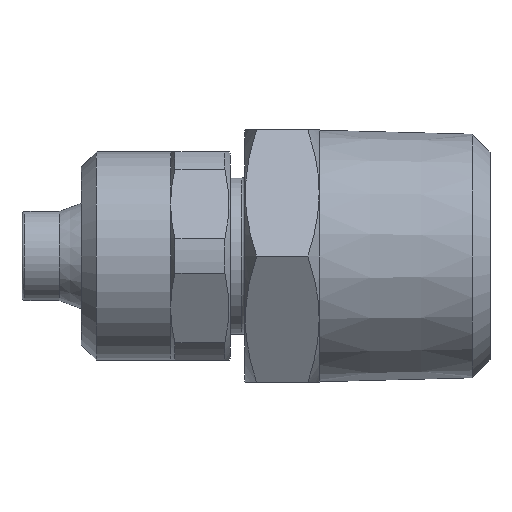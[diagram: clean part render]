
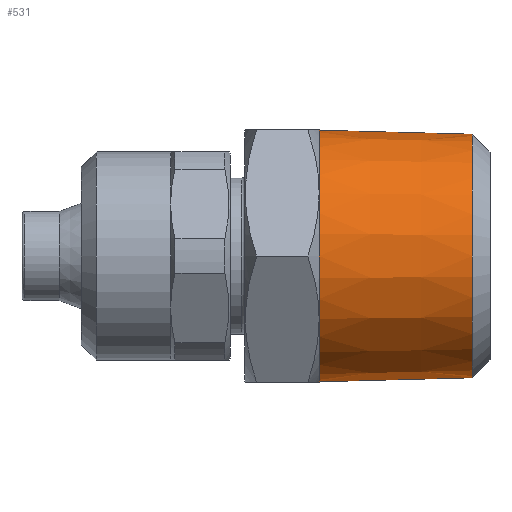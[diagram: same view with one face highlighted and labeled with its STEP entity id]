
A CAD part, left-side view. The second image highlights one B-rep face of the part: STEP entity #531.
In plain terms, the highlighted conical face has half-angle 1.47 degrees and reference radius 8.462 mm.
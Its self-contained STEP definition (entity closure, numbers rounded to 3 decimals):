
#22 = VECTOR ( 'NONE', #1340, 1000. ) ;
#27 = VECTOR ( 'NONE', #1332, 1000. ) ;
#287 = CARTESIAN_POINT ( 'NONE',  ( 0., 11.5, 0. ) ) ;
#288 = DIRECTION ( 'NONE',  ( 0., 1., 0. ) ) ;
#289 = DIRECTION ( 'NONE',  ( 0., 0., 1. ) ) ;
#531 = ADVANCED_FACE ( 'NONE', ( #2125 ), #770, .T. ) ;
#576 = EDGE_CURVE ( 'NONE', #2045, #2043, #2165, .T. ) ;
#579 = EDGE_CURVE ( 'NONE', #2046, #2044, #2166, .T. ) ;
#643 = EDGE_CURVE ( 'NONE', #2043, #2044, #1717, .T. ) ;
#644 = EDGE_CURVE ( 'NONE', #2045, #2046, #1715, .T. ) ;
#770 = CONICAL_SURFACE ( 'NONE', #774, 8.462, 0.026 ) ;
#774 = AXIS2_PLACEMENT_3D ( 'NONE', #287, #288, #289 ) ;
#1011 = CARTESIAN_POINT ( 'NONE',  ( 0., 11.5, 0. ) ) ;
#1012 = DIRECTION ( 'NONE',  ( 0., -1., 0. ) ) ;
#1013 = DIRECTION ( 'NONE',  ( 0., 0., -1. ) ) ;
#1014 = CARTESIAN_POINT ( 'NONE',  ( 0., 1.2, 0. ) ) ;
#1015 = DIRECTION ( 'NONE',  ( 0., -1., 0. ) ) ;
#1016 = DIRECTION ( 'NONE',  ( 0., 0., -1. ) ) ;
#1331 = CARTESIAN_POINT ( 'NONE',  ( 0., 11.5, 8.462 ) ) ;
#1332 = DIRECTION ( 'NONE',  ( 0., 1., 0.026 ) ) ;
#1339 = CARTESIAN_POINT ( 'NONE',  ( 0., 11.5, -8.462 ) ) ;
#1340 = DIRECTION ( 'NONE',  ( 0., 1., -0.026 ) ) ;
#1653 = CARTESIAN_POINT ( 'NONE',  ( 0., 11.5, 8.462 ) ) ;
#1654 = CARTESIAN_POINT ( 'NONE',  ( 0., 11.5, -8.462 ) ) ;
#1655 = CARTESIAN_POINT ( 'NONE',  ( 0., 1.2, 8.198 ) ) ;
#1656 = CARTESIAN_POINT ( 'NONE',  ( 0., 1.2, -8.198 ) ) ;
#1715 = CIRCLE ( 'NONE', #1721, 8.198 ) ;
#1717 = CIRCLE ( 'NONE', #1719, 8.462 ) ;
#1719 = AXIS2_PLACEMENT_3D ( 'NONE', #1011, #1012, #1013 ) ;
#1721 = AXIS2_PLACEMENT_3D ( 'NONE', #1014, #1015, #1016 ) ;
#1790 = ORIENTED_EDGE ( 'NONE', *, *, #643, .T. ) ;
#1791 = ORIENTED_EDGE ( 'NONE', *, *, #579, .F. ) ;
#1792 = ORIENTED_EDGE ( 'NONE', *, *, #644, .F. ) ;
#1793 = ORIENTED_EDGE ( 'NONE', *, *, #576, .T. ) ;
#1834 = EDGE_LOOP ( 'NONE', ( #1791, #1792, #1793, #1790 ) ) ;
#2043 = VERTEX_POINT ( 'NONE', #1653 ) ;
#2044 = VERTEX_POINT ( 'NONE', #1654 ) ;
#2045 = VERTEX_POINT ( 'NONE', #1655 ) ;
#2046 = VERTEX_POINT ( 'NONE', #1656 ) ;
#2125 = FACE_OUTER_BOUND ( 'NONE', #1834, .T. ) ;
#2165 = LINE ( 'NONE', #1331, #27 ) ;
#2166 = LINE ( 'NONE', #1339, #22 ) ;
